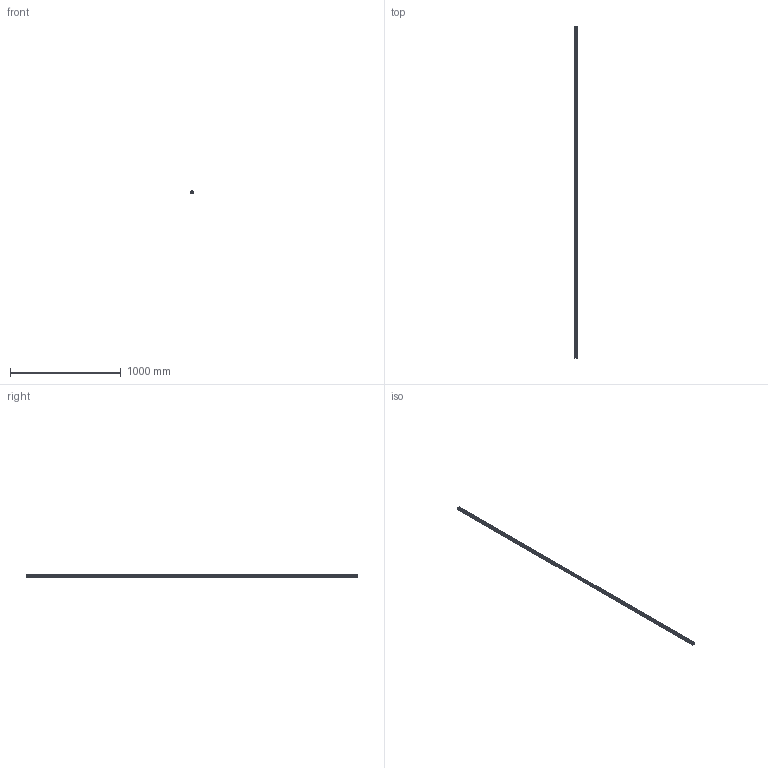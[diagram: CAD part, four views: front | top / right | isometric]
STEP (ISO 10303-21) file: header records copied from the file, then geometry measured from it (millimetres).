
FILE_DESCRIPTION(/* description */ (''),/* implementation_level */ '2;1');
FILE_NAME(/* name */ '21405.stp',/* time_stamp */ '2019-08-14T15:21:54+02:00',/* author */ ('Giuliano'),/* organization */ (''),/* preprocessor_version */ 'ST-DEVELOPER v17.2',/* originating_system */ 'Autodesk Inventor 2019',/* authorisation */ '');
FILE_SCHEMA (('AUTOMOTIVE_DESIGN { 1 0 10303 214 3 1 1 }'));
Length unit declared in the file: millimetre
Products named in the file (1): 11109_100
Bounding box: 24 x 3000 x 20 mm (x, y, z)
Volume: 554873.1 mm3; surface area: 488991.7 mm2
Topology: 1 solids, 1 shells, 124 faces, 399 edges, 266 vertices
Faces by surface type: plane 71, cylinder 53
Full cylindrical faces by diameter (mm): 6.3 x11
Entity records: 4560 total; most frequent: DIRECTION 821, ORIENTED_EDGE 798, CARTESIAN_POINT 790, EDGE_CURVE 399, AXIS2_PLACEMENT_3D 297, VERTEX_POINT 266, LINE 227, VECTOR 227
